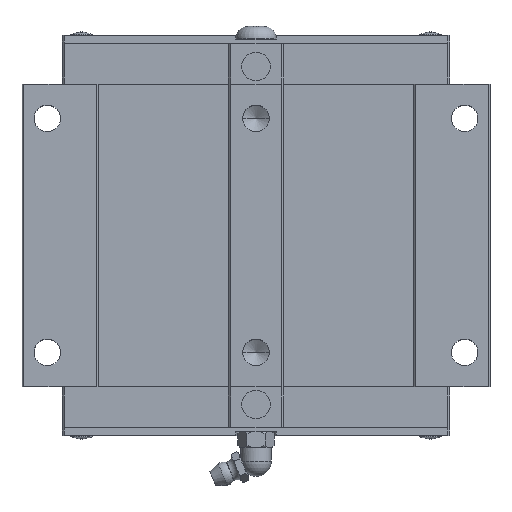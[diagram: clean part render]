
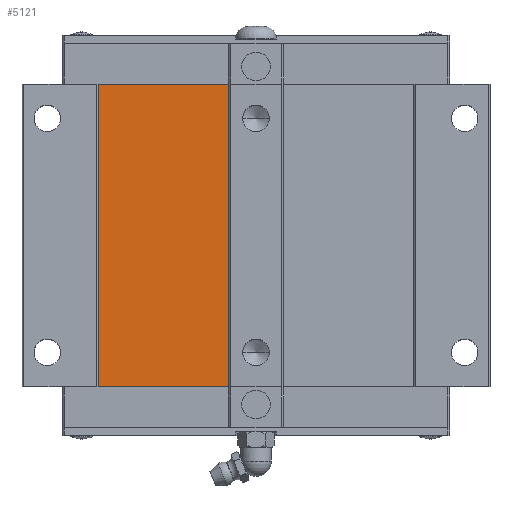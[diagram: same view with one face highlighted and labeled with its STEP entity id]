
A CAD part, top view. The second image highlights one B-rep face of the part: STEP entity #5121.
In plain terms, the highlighted planar face has unit normal (0, 0, 1).
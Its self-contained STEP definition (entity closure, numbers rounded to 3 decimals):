
#5121=ADVANCED_FACE('',(#12549),#12550,.F.);
#5227=EDGE_CURVE('',#9839,#8547,#12665,.T.);
#5237=EDGE_CURVE('',#8191,#8547,#12675,.T.);
#6215=EDGE_CURVE('',#9839,#7661,#13741,.T.);
#6273=EDGE_CURVE('',#8191,#7661,#13803,.T.);
#7661=VERTEX_POINT('',#15335);
#8191=VERTEX_POINT('',#15927);
#8547=VERTEX_POINT('',#16317);
#9839=VERTEX_POINT('',#17735);
#12549=FACE_OUTER_BOUND('',#21537,.T.);
#12550=PLANE('',#21538);
#12665=LINE('',#21717,#21718);
#12675=LINE('',#21732,#21733);
#13741=LINE('',#23356,#23357);
#13803=LINE('',#23446,#23447);
#15335=CARTESIAN_POINT('',(-7.0,90.1,34.5));
#15927=CARTESIAN_POINT('',(-40.5,90.1,34.5));
#16317=CARTESIAN_POINT('',(-40.5,12.5,34.5));
#17735=CARTESIAN_POINT('',(-7.0,12.5,34.5));
#21537=EDGE_LOOP('',(#32736,#32737,#32738,#32739));
#21538=AXIS2_PLACEMENT_3D('',#32740,#32741,#32742);
#21717=CARTESIAN_POINT('',(20.25,12.5,34.5));
#21718=VECTOR('',#32851,1.0);
#21732=CARTESIAN_POINT('',(-40.5,128.9,34.5));
#21733=VECTOR('',#32856,1.0);
#23356=CARTESIAN_POINT('',(-7.,109.5,34.5));
#23357=VECTOR('',#33917,1.0);
#23446=CARTESIAN_POINT('',(20.25,90.1,34.5));
#23447=VECTOR('',#33985,1.0);
#32736=ORIENTED_EDGE('',*,*,#6215,.T.);
#32737=ORIENTED_EDGE('',*,*,#6273,.F.);
#32738=ORIENTED_EDGE('',*,*,#5237,.T.);
#32739=ORIENTED_EDGE('',*,*,#5227,.F.);
#32740=CARTESIAN_POINT('',(40.5,128.9,34.5));
#32741=DIRECTION('',(0.0,0.0,-1.0));
#32742=DIRECTION('',(1.0,0.0,0.0));
#32851=DIRECTION('',(-1.0,-0.0,-0.0));
#32856=DIRECTION('',(0.0,-1.0,0.0));
#33917=DIRECTION('',(0.0,1.0,0.0));
#33985=DIRECTION('',(1.0,0.0,0.0));
